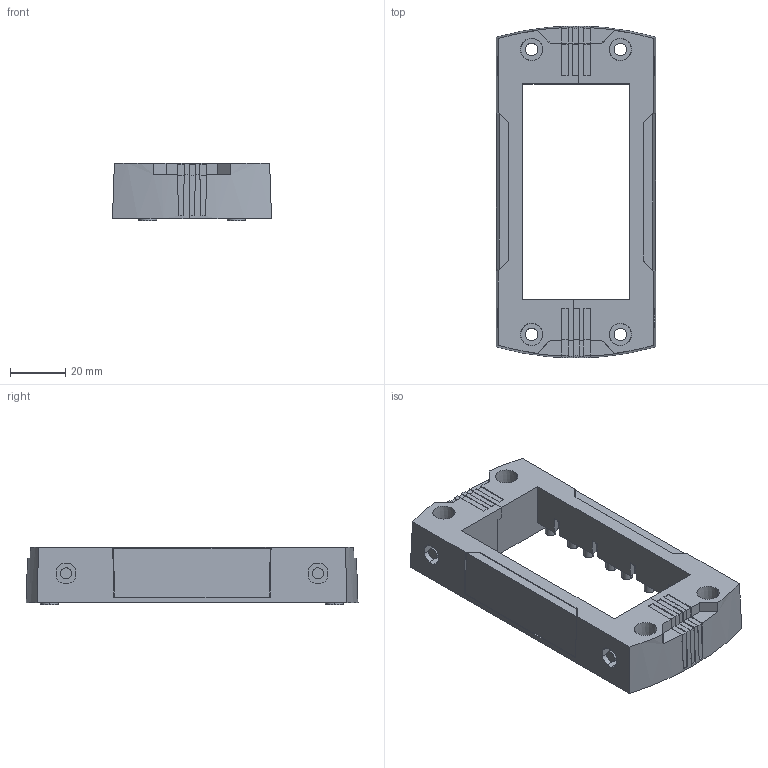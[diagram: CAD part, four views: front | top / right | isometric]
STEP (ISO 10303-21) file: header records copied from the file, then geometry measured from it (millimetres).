
FILE_DESCRIPTION(('Creo Elements/Direct Modeling STEP Export'),'2;1');
FILE_NAME('model.stp','2021-04-01T11:14:17',(''),(''),'Creo Elements/Direct Modeling STEP processor for AP214 (Solid Model)','Creo Elements/Direct Modeling 20.1D 10-Oct-2020 (C) Parametric Technology GmbH','');
FILE_SCHEMA(('AUTOMOTIVE_DESIGN { 1 0 10303 214 1 1 1 1 }'));
Length unit declared in the file: millimetre
Products named in the file (3): CES_B16_SFFS_FRAME_A-select; CES_B16_SFFS_FRAME_B-select; CES_B16_SFFS_PLBK-select
Assembly tree (2 placements, depth 2):
  CES_B16_SFFS_PLBK-select
    CES_B16_SFFS_FRAME_B-select
    CES_B16_SFFS_FRAME_A-select
Bounding box: 57.5 x 119.99 x 20.75 mm (x, y, z)
Volume: 62789.2 mm3; surface area: 26177.6 mm2
Topology: 2 solids, 3 shells, 367 faces, 1026 edges, 700 vertices
Faces by surface type: plane 277, cylinder 72, cone 18
Entity records: 14452 total; most frequent: CARTESIAN_POINT 2385, ORIENTED_EDGE 2052, DIRECTION 1644, EDGE_CURVE 1026, VECTOR 728, LINE 728, VERTEX_POINT 700, AXIS2_PLACEMENT_3D 458
